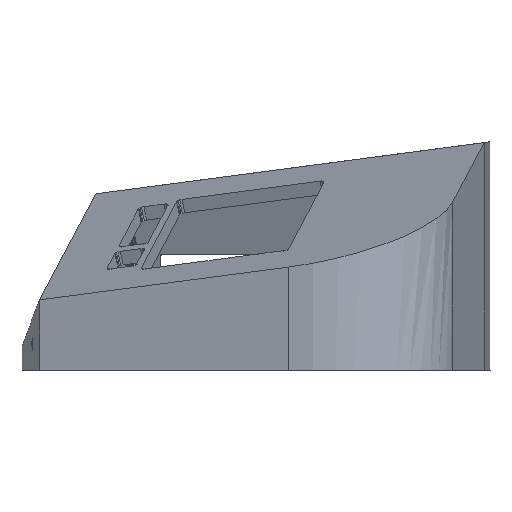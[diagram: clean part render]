
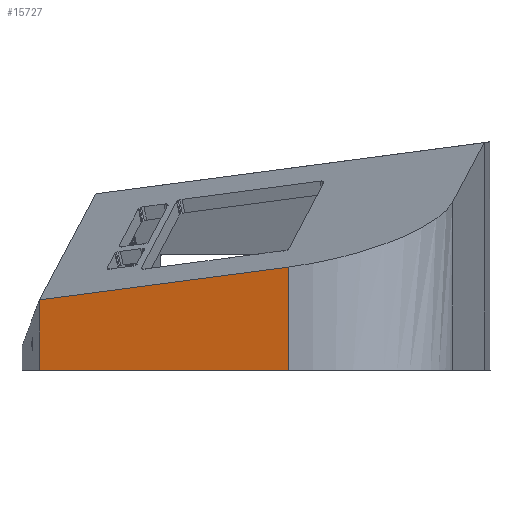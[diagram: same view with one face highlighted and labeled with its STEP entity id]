
A CAD part, left-side view. The second image highlights one B-rep face of the part: STEP entity #15727.
In plain terms, the highlighted planar face has unit normal (-0.974, 0.227, 0).
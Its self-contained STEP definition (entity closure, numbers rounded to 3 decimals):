
#120 = PLANE('',#121);
#121 = AXIS2_PLACEMENT_3D('',#122,#123,#124);
#122 = CARTESIAN_POINT('',(-400.,-321.738,39.792));
#123 = DIRECTION('',(0.,0.,1.));
#124 = DIRECTION('',(1.,0.,0.));
#4451 = PLANE('',#4452);
#4452 = AXIS2_PLACEMENT_3D('',#4453,#4454,#4455);
#4453 = CARTESIAN_POINT('',(42.573,40.753,
    -5.764));
#4454 = DIRECTION('',(-0.024,1.,0.));
#4455 = DIRECTION('',(-0.998,-0.024,
    0.062));
#4470 = VERTEX_POINT('',#4471);
#4471 = CARTESIAN_POINT('',(-188.97,35.272,
    39.792));
#4490 = EDGE_CURVE('',#4470,#4491,#4493,.T.);
#4491 = VERTEX_POINT('',#4492);
#4492 = CARTESIAN_POINT('',(-225.201,-120.321,
    39.792));
#4493 = SURFACE_CURVE('',#4494,(#4498,#4504),.PCURVE_S1.);
#4494 = LINE('',#4495,#4496);
#4495 = CARTESIAN_POINT('',(-242.883,-196.257,
    39.792));
#4496 = VECTOR('',#4497,1.);
#4497 = DIRECTION('',(-0.227,-0.974,0.));
#4498 = PCURVE('',#120,#4499);
#4499 = DEFINITIONAL_REPRESENTATION('',(#4500),#4503);
#4500 = B_SPLINE_CURVE_WITH_KNOTS('',1,(#4501,#4502),.UNSPECIFIED.,.F.,
  .F.,(2,2),(-269.491,-51.552),.PIECEWISE_BEZIER_KNOTS.);
#4501 = CARTESIAN_POINT('',(218.235,387.95));
#4502 = CARTESIAN_POINT('',(168.808,175.69));
#4503 = ( GEOMETRIC_REPRESENTATION_CONTEXT(2) 
PARAMETRIC_REPRESENTATION_CONTEXT() REPRESENTATION_CONTEXT('2D SPACE',''
  ) );
#4504 = PCURVE('',#4505,#4510);
#4505 = PLANE('',#4506);
#4506 = AXIS2_PLACEMENT_3D('',#4507,#4508,#4509);
#4507 = CARTESIAN_POINT('',(-207.085,-42.524,
    18.922));
#4508 = DIRECTION('',(0.974,-0.227,0.));
#4509 = DIRECTION('',(0.225,0.966,-0.127));
#4510 = DEFINITIONAL_REPRESENTATION('',(#4511),#4514);
#4511 = B_SPLINE_CURVE_WITH_KNOTS('',1,(#4512,#4513),.UNSPECIFIED.,.F.,
  .F.,(2,2),(-269.491,-51.552),.PIECEWISE_BEZIER_KNOTS.);
#4512 = CARTESIAN_POINT('',(108.085,34.9));
#4513 = CARTESIAN_POINT('',(-108.085,7.182));
#4514 = ( GEOMETRIC_REPRESENTATION_CONTEXT(2) 
PARAMETRIC_REPRESENTATION_CONTEXT() REPRESENTATION_CONTEXT('2D SPACE',''
  ) );
#4578 = SURFACE_OF_LINEAR_EXTRUSION('',#4579,#4584);
#4579 = CIRCLE('',#4580,90.);
#4580 = AXIS2_PLACEMENT_3D('',#4581,#4582,#4583);
#4581 = CARTESIAN_POINT('',(-141.566,-135.932,
    -16.484));
#4582 = DIRECTION('',(0.293,-0.192,-0.937));
#4583 = DIRECTION('',(-0.225,-0.966,0.127));
#4584 = VECTOR('',#4585,1.);
#4585 = DIRECTION('',(0.,0.,1.));
#8280 = PLANE('',#8281);
#8281 = AXIS2_PLACEMENT_3D('',#8282,#8283,#8284);
#8282 = CARTESIAN_POINT('',(-116.102,-98.188,
    133.763));
#8283 = DIRECTION('',(0.293,-0.192,-0.937));
#8284 = DIRECTION('',(-0.954,0.,-0.299));
#8297 = VERTEX_POINT('',#8298);
#8298 = CARTESIAN_POINT('',(-188.97,35.272,
    83.68));
#15406 = EDGE_CURVE('',#4470,#8297,#15407,.T.);
#15407 = SURFACE_CURVE('',#15408,(#15412,#15419),.PCURVE_S1.);
#15408 = LINE('',#15409,#15410);
#15409 = CARTESIAN_POINT('',(-188.97,35.272,
    -66.32));
#15410 = VECTOR('',#15411,1.);
#15411 = DIRECTION('',(0.,0.,1.));
#15412 = PCURVE('',#4451,#15413);
#15413 = DEFINITIONAL_REPRESENTATION('',(#15414),#15418);
#15414 = LINE('',#15415,#15416);
#15415 = CARTESIAN_POINT('',(227.389,-74.855));
#15416 = VECTOR('',#15417,1.);
#15417 = DIRECTION('',(0.062,0.998));
#15418 = ( GEOMETRIC_REPRESENTATION_CONTEXT(2) 
PARAMETRIC_REPRESENTATION_CONTEXT() REPRESENTATION_CONTEXT('2D SPACE',''
  ) );
#15419 = PCURVE('',#4505,#15420);
#15420 = DEFINITIONAL_REPRESENTATION('',(#15421),#15425);
#15421 = LINE('',#15422,#15423);
#15422 = CARTESIAN_POINT('',(90.071,-74.391));
#15423 = VECTOR('',#15424,1.);
#15424 = DIRECTION('',(-0.127,0.992));
#15425 = ( GEOMETRIC_REPRESENTATION_CONTEXT(2) 
PARAMETRIC_REPRESENTATION_CONTEXT() REPRESENTATION_CONTEXT('2D SPACE',''
  ) );
#15727 = ADVANCED_FACE('',(#15728),#4505,.F.);
#15728 = FACE_BOUND('',#15729,.F.);
#15729 = EDGE_LOOP('',(#15730,#15753,#15754,#15755));
#15730 = ORIENTED_EDGE('',*,*,#15731,.F.);
#15731 = EDGE_CURVE('',#4491,#15732,#15734,.T.);
#15732 = VERTEX_POINT('',#15733);
#15733 = CARTESIAN_POINT('',(-225.201,-120.321,
    104.164));
#15734 = SURFACE_CURVE('',#15735,(#15739,#15746),.PCURVE_S1.);
#15735 = LINE('',#15736,#15737);
#15736 = CARTESIAN_POINT('',(-225.201,-120.321,
    -45.836));
#15737 = VECTOR('',#15738,1.);
#15738 = DIRECTION('',(0.,0.,1.));
#15739 = PCURVE('',#4505,#15740);
#15740 = DEFINITIONAL_REPRESENTATION('',(#15741),#15745);
#15741 = LINE('',#15742,#15743);
#15742 = CARTESIAN_POINT('',(-70.993,-74.391));
#15743 = VECTOR('',#15744,1.);
#15744 = DIRECTION('',(-0.127,0.992));
#15745 = ( GEOMETRIC_REPRESENTATION_CONTEXT(2) 
PARAMETRIC_REPRESENTATION_CONTEXT() REPRESENTATION_CONTEXT('2D SPACE',''
  ) );
#15746 = PCURVE('',#4578,#15747);
#15747 = DEFINITIONAL_REPRESENTATION('',(#15748),#15752);
#15748 = LINE('',#15749,#15750);
#15749 = CARTESIAN_POINT('',(1.571,0.));
#15750 = VECTOR('',#15751,1.);
#15751 = DIRECTION('',(0.,1.));
#15752 = ( GEOMETRIC_REPRESENTATION_CONTEXT(2) 
PARAMETRIC_REPRESENTATION_CONTEXT() REPRESENTATION_CONTEXT('2D SPACE',''
  ) );
#15753 = ORIENTED_EDGE('',*,*,#4490,.F.);
#15754 = ORIENTED_EDGE('',*,*,#15406,.T.);
#15755 = ORIENTED_EDGE('',*,*,#15756,.F.);
#15756 = EDGE_CURVE('',#15732,#8297,#15757,.T.);
#15757 = SURFACE_CURVE('',#15758,(#15762,#15769),.PCURVE_S1.);
#15758 = LINE('',#15759,#15760);
#15759 = CARTESIAN_POINT('',(-225.201,-120.321,
    104.164));
#15760 = VECTOR('',#15761,1.);
#15761 = DIRECTION('',(0.225,0.966,-0.127));
#15762 = PCURVE('',#4505,#15763);
#15763 = DEFINITIONAL_REPRESENTATION('',(#15764),#15768);
#15764 = LINE('',#15765,#15766);
#15765 = CARTESIAN_POINT('',(-90.071,74.391));
#15766 = VECTOR('',#15767,1.);
#15767 = DIRECTION('',(1.,0.));
#15768 = ( GEOMETRIC_REPRESENTATION_CONTEXT(2) 
PARAMETRIC_REPRESENTATION_CONTEXT() REPRESENTATION_CONTEXT('2D SPACE',''
  ) );
#15769 = PCURVE('',#8280,#15770);
#15770 = DEFINITIONAL_REPRESENTATION('',(#15771),#15775);
#15771 = LINE('',#15772,#15773);
#15772 = CARTESIAN_POINT('',(112.961,-22.55));
#15773 = VECTOR('',#15774,1.);
#15774 = DIRECTION('',(-0.177,0.984));
#15775 = ( GEOMETRIC_REPRESENTATION_CONTEXT(2) 
PARAMETRIC_REPRESENTATION_CONTEXT() REPRESENTATION_CONTEXT('2D SPACE',''
  ) );
